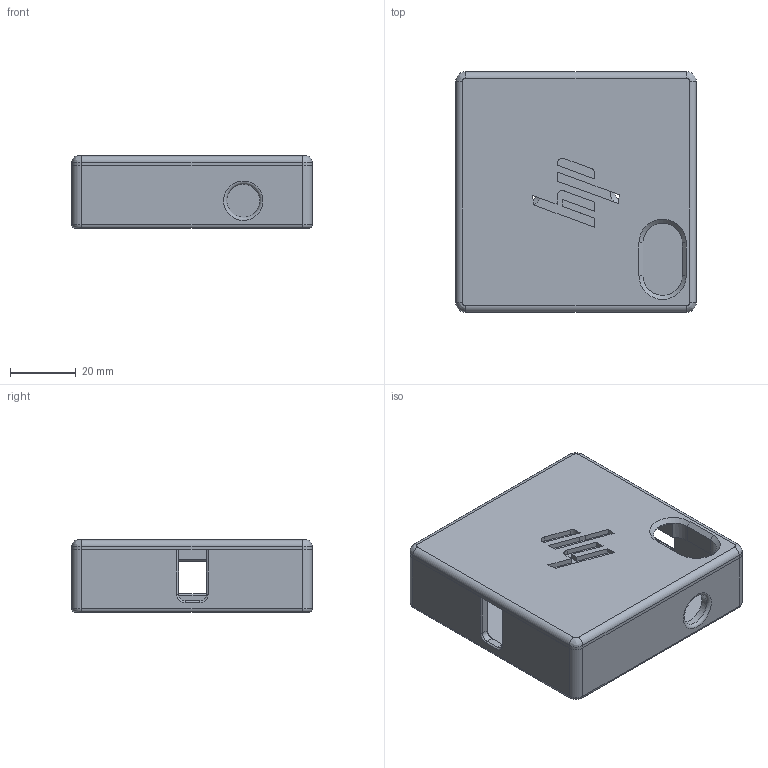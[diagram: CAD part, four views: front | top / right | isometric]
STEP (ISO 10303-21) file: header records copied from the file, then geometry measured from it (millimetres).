
FILE_DESCRIPTION(/* description */ (''),/* implementation_level */ '2;1');
FILE_NAME(/* name */ 'HP Reverb G2 Power Supply V2B Wall Mount.step',/* time_stamp */ '2022-02-16T21:24:37+01:00',/* author */ ('Grimmaldus'),/* organization */ (''),/* preprocessor_version */ 'ST-DEVELOPER v18.1',/* originating_system */ '',/* authorisation */ '');
FILE_SCHEMA (('AUTOMOTIVE_DESIGN { 1 0 10303 214 3 1 1 }'));
Length unit declared in the file: millimetre
Products named in the file (2): HP Reverb G2 Power Supply V2B Wall Mount; Plastic Case
Assembly tree (1 placements, depth 2):
  HP Reverb G2 Power Supply V2B Wall Mount
    Plastic Case
Bounding box: 73.2 x 73.2 x 22 mm (x, y, z)
Volume: 38072.9 mm3; surface area: 32746.9 mm2
Topology: 2 solids, 2 shells, 171 faces, 444 edges, 278 vertices
Faces by surface type: plane 100, cylinder 41, torus 13, bspline 9, cone 8
Full cylindrical faces by diameter (mm): 5.394 x2, 10 x1
Entity records: 5444 total; most frequent: CARTESIAN_POINT 1144, ORIENTED_EDGE 888, DIRECTION 877, EDGE_CURVE 444, LINE 323, VECTOR 323, VERTEX_POINT 278, AXIS2_PLACEMENT_3D 277
